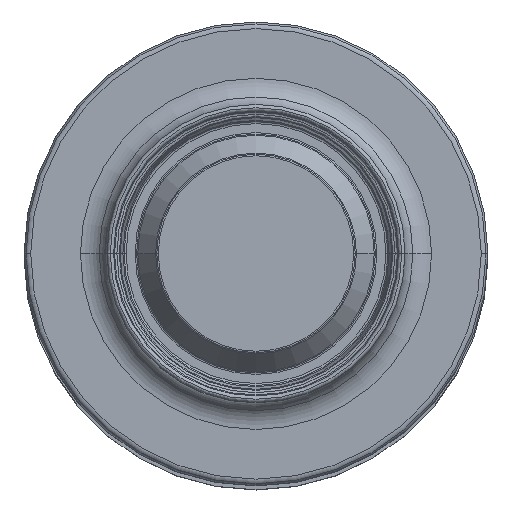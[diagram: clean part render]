
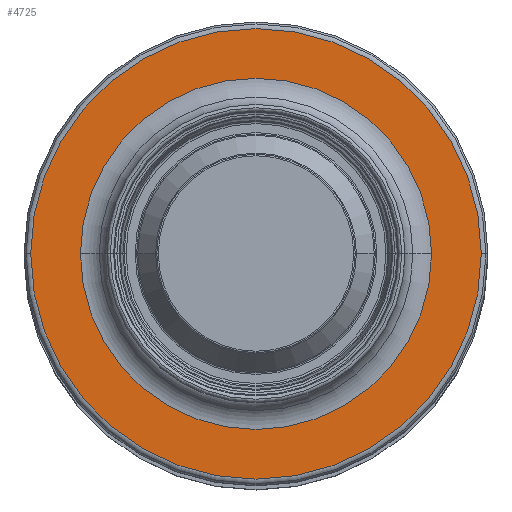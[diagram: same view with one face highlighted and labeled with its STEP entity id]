
A CAD part, top view. The second image highlights one B-rep face of the part: STEP entity #4725.
In plain terms, the highlighted planar face has unit normal (0, 0, 1).
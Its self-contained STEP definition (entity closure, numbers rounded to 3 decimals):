
#1661=CARTESIAN_POINT('',(588.53,64.954,41.));
#1662=DIRECTION('',(0.,0.,1.));
#1663=DIRECTION('',(1.,0.,0.));
#1664=AXIS2_PLACEMENT_3D('',#1661,#1662,#1663);
#1669=CARTESIAN_POINT('',(588.53,64.954,41.));
#1670=DIRECTION('',(0.,0.,1.));
#1671=DIRECTION('',(-1.,0.,0.));
#1672=AXIS2_PLACEMENT_3D('',#1669,#1670,#1671);
#1677=CARTESIAN_POINT('',(588.53,64.954,41.));
#1678=DIRECTION('',(0.,0.,-1.));
#1679=DIRECTION('',(1.,0.,0.));
#1680=AXIS2_PLACEMENT_3D('',#1677,#1678,#1679);
#1685=CARTESIAN_POINT('',(588.53,64.954,41.));
#1686=DIRECTION('',(0.,0.,-1.));
#1687=DIRECTION('',(-1.,0.,0.));
#1688=AXIS2_PLACEMENT_3D('',#1685,#1686,#1687);
#3299=CARTESIAN_POINT('',(615.03,64.954,41.));
#3301=VERTEX_POINT('',#3299);
#3305=CARTESIAN_POINT('',(562.03,64.954,41.));
#3306=VERTEX_POINT('',#3305);
#3323=CARTESIAN_POINT('',(554.53,64.954,41.));
#3324=VERTEX_POINT('',#3323);
#3325=CARTESIAN_POINT('',(622.53,64.954,41.));
#3326=VERTEX_POINT('',#3325);
#4709=CARTESIAN_POINT('',(588.53,64.954,41.));
#4710=DIRECTION('',(0.,0.,1.));
#4711=DIRECTION('',(1.,0.,0.));
#4712=AXIS2_PLACEMENT_3D('',#4709,#4710,#4711);
#4713=PLANE('',#4712);
#4715=ORIENTED_EDGE('',*,*,#4714,.F.);
#4716=ORIENTED_EDGE('',*,*,#4699,.F.);
#4717=EDGE_LOOP('',(#4715,#4716));
#4718=FACE_OUTER_BOUND('',#4717,.F.);
#4720=ORIENTED_EDGE('',*,*,#4719,.F.);
#4722=ORIENTED_EDGE('',*,*,#4721,.F.);
#4723=EDGE_LOOP('',(#4720,#4722));
#4724=FACE_BOUND('',#4723,.F.);
#1665=CIRCLE('',#1664,34.);
#1673=CIRCLE('',#1672,34.);
#1681=CIRCLE('',#1680,26.5);
#1689=CIRCLE('',#1688,26.5);
#4699=EDGE_CURVE('',#3324,#3326,#1673,.T.);
#4714=EDGE_CURVE('',#3326,#3324,#1665,.T.);
#4719=EDGE_CURVE('',#3301,#3306,#1681,.T.);
#4721=EDGE_CURVE('',#3306,#3301,#1689,.T.);
#4725=ADVANCED_FACE('',(#4718,#4724),#4713,.T.);
